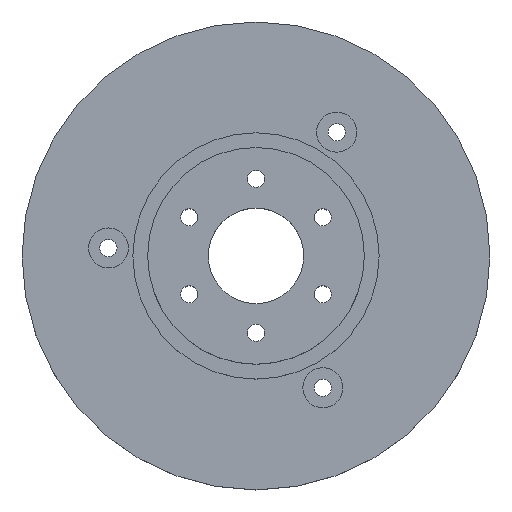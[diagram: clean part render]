
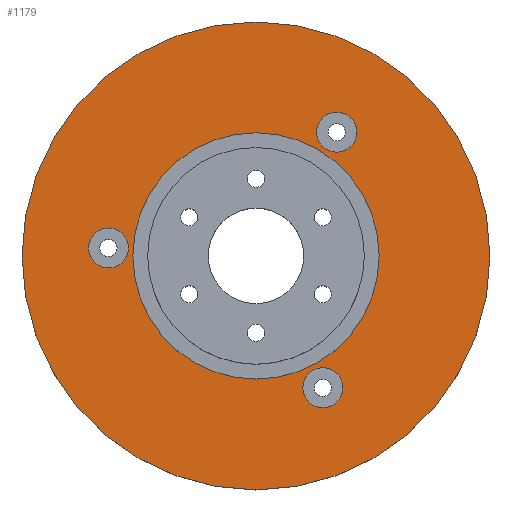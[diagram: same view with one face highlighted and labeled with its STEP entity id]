
A CAD part, top view. The second image highlights one B-rep face of the part: STEP entity #1179.
In plain terms, the highlighted planar face has unit normal (0, 0, 1).
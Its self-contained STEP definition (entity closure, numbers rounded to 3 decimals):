
#9 = CARTESIAN_POINT ( 'NONE',  ( -30.857, 21.404, 7.8 ) ) ;
#30 = AXIS2_PLACEMENT_3D ( 'NONE', #608, #994, #797 ) ;
#60 = ORIENTED_EDGE ( 'NONE', *, *, #563, .F. ) ;
#63 = DIRECTION ( 'NONE',  ( 1., 0., 0. ) ) ;
#71 = DIRECTION ( 'NONE',  ( 0., 0., 1. ) ) ;
#92 = AXIS2_PLACEMENT_3D ( 'NONE', #1119, #430, #232 ) ;
#104 = CARTESIAN_POINT ( 'NONE',  ( -48.857, 21.404, 7.8 ) ) ;
#116 = CARTESIAN_POINT ( 'NONE',  ( -34.822, 22.703, 7.8 ) ) ;
#122 = CARTESIAN_POINT ( 'NONE',  ( 9.143, 21.404, 7.8 ) ) ;
#140 = FACE_BOUND ( 'NONE', #588, .T. ) ;
#141 = EDGE_CURVE ( 'NONE', #652, #252, #586, .T. ) ;
#170 = ORIENTED_EDGE ( 'NONE', *, *, #505, .F. ) ;
#172 = CIRCLE ( 'NONE', #893, 3.25 ) ;
#191 = AXIS2_PLACEMENT_3D ( 'NONE', #1149, #346, #740 ) ;
#198 = VERTEX_POINT ( 'NONE', #294 ) ;
#232 = DIRECTION ( 'NONE',  ( 1., 0., 0. ) ) ;
#252 = VERTEX_POINT ( 'NONE', #684 ) ;
#263 = FACE_BOUND ( 'NONE', #459, .T. ) ;
#266 = VERTEX_POINT ( 'NONE', #104 ) ;
#294 = CARTESIAN_POINT ( 'NONE',  ( -3.25, 0., 7.8 ) ) ;
#299 = EDGE_CURVE ( 'NONE', #331, #963, #1060, .T. ) ;
#303 = DIRECTION ( 'NONE',  ( 0., 0., 1. ) ) ;
#306 = VERTEX_POINT ( 'NONE', #348 ) ;
#313 = AXIS2_PLACEMENT_3D ( 'NONE', #116, #303, #1198 ) ;
#327 = AXIS2_PLACEMENT_3D ( 'NONE', #1182, #878, #920 ) ;
#331 = VERTEX_POINT ( 'NONE', #122 ) ;
#346 = DIRECTION ( 'NONE',  ( 0., 0., 1. ) ) ;
#348 = CARTESIAN_POINT ( 'NONE',  ( -38.072, 22.703, 7.8 ) ) ;
#358 = ORIENTED_EDGE ( 'NONE', *, *, #742, .F. ) ;
#374 = VERTEX_POINT ( 'NONE', #942 ) ;
#397 = DIRECTION ( 'NONE',  ( 0., 0., 1. ) ) ;
#401 = AXIS2_PLACEMENT_3D ( 'NONE', #1160, #669, #1254 ) ;
#421 = CIRCLE ( 'NONE', #523, 3.25 ) ;
#430 = DIRECTION ( 'NONE',  ( 0., 0., 1. ) ) ;
#431 = EDGE_CURVE ( 'NONE', #475, #266, #484, .T. ) ;
#444 = CIRCLE ( 'NONE', #938, 38. ) ;
#459 = EDGE_LOOP ( 'NONE', ( #170, #485 ) ) ;
#475 = VERTEX_POINT ( 'NONE', #867 ) ;
#484 = CIRCLE ( 'NONE', #401, 38. ) ;
#485 = ORIENTED_EDGE ( 'NONE', *, *, #141, .F. ) ;
#487 = CARTESIAN_POINT ( 'NONE',  ( 2.251, 41.508, 7.8 ) ) ;
#505 = EDGE_CURVE ( 'NONE', #252, #652, #172, .T. ) ;
#523 = AXIS2_PLACEMENT_3D ( 'NONE', #689, #694, #610 ) ;
#562 = DIRECTION ( 'NONE',  ( 1., 0., 0. ) ) ;
#563 = EDGE_CURVE ( 'NONE', #306, #374, #756, .T. ) ;
#574 = CIRCLE ( 'NONE', #92, 20. ) ;
#586 = CIRCLE ( 'NONE', #704, 3.25 ) ;
#588 = EDGE_LOOP ( 'NONE', ( #1023, #60 ) ) ;
#608 = CARTESIAN_POINT ( 'NONE',  ( -34.822, 22.703, 7.8 ) ) ;
#610 = DIRECTION ( 'NONE',  ( 1., 0., 0. ) ) ;
#612 = CARTESIAN_POINT ( 'NONE',  ( 0., 0., 7.8 ) ) ;
#621 = EDGE_CURVE ( 'NONE', #650, #198, #421, .T. ) ;
#650 = VERTEX_POINT ( 'NONE', #1102 ) ;
#652 = VERTEX_POINT ( 'NONE', #804 ) ;
#666 = EDGE_LOOP ( 'NONE', ( #358, #753 ) ) ;
#669 = DIRECTION ( 'NONE',  ( 0., 0., 1. ) ) ;
#681 = EDGE_CURVE ( 'NONE', #266, #475, #444, .T. ) ;
#684 = CARTESIAN_POINT ( 'NONE',  ( 5.501, 41.508, 7.8 ) ) ;
#689 = CARTESIAN_POINT ( 'NONE',  ( 0., 0., 7.8 ) ) ;
#694 = DIRECTION ( 'NONE',  ( 0., 0., 1. ) ) ;
#704 = AXIS2_PLACEMENT_3D ( 'NONE', #1262, #71, #562 ) ;
#740 = DIRECTION ( 'NONE',  ( 1., 0., 0. ) ) ;
#742 = EDGE_CURVE ( 'NONE', #963, #331, #574, .T. ) ;
#753 = ORIENTED_EDGE ( 'NONE', *, *, #299, .F. ) ;
#756 = CIRCLE ( 'NONE', #313, 3.25 ) ;
#791 = DIRECTION ( 'NONE',  ( 1., 0., 0. ) ) ;
#797 = DIRECTION ( 'NONE',  ( 1., 0., 0. ) ) ;
#804 = CARTESIAN_POINT ( 'NONE',  ( -0.999, 41.508, 7.8 ) ) ;
#850 = ORIENTED_EDGE ( 'NONE', *, *, #621, .F. ) ;
#867 = CARTESIAN_POINT ( 'NONE',  ( 27.143, 21.404, 7.8 ) ) ;
#878 = DIRECTION ( 'NONE',  ( 0., 0., 1. ) ) ;
#893 = AXIS2_PLACEMENT_3D ( 'NONE', #487, #949, #63 ) ;
#920 = DIRECTION ( 'NONE',  ( 1., 0., 0. ) ) ;
#931 = FACE_BOUND ( 'NONE', #1175, .T. ) ;
#938 = AXIS2_PLACEMENT_3D ( 'NONE', #1280, #397, #791 ) ;
#940 = FACE_OUTER_BOUND ( 'NONE', #1050, .T. ) ;
#942 = CARTESIAN_POINT ( 'NONE',  ( -31.572, 22.703, 7.8 ) ) ;
#949 = DIRECTION ( 'NONE',  ( 0., 0., 1. ) ) ;
#960 = AXIS2_PLACEMENT_3D ( 'NONE', #612, #1188, #1096 ) ;
#963 = VERTEX_POINT ( 'NONE', #9 ) ;
#969 = EDGE_CURVE ( 'NONE', #198, #650, #1205, .T. ) ;
#983 = CIRCLE ( 'NONE', #30, 3.25 ) ;
#994 = DIRECTION ( 'NONE',  ( 0., 0., 1. ) ) ;
#996 = EDGE_CURVE ( 'NONE', #374, #306, #983, .T. ) ;
#1023 = ORIENTED_EDGE ( 'NONE', *, *, #996, .F. ) ;
#1037 = FACE_BOUND ( 'NONE', #666, .T. ) ;
#1050 = EDGE_LOOP ( 'NONE', ( #1195, #1184 ) ) ;
#1060 = CIRCLE ( 'NONE', #327, 20. ) ;
#1096 = DIRECTION ( 'NONE',  ( 1., 0., 0. ) ) ;
#1102 = CARTESIAN_POINT ( 'NONE',  ( 3.25, 0., 7.8 ) ) ;
#1119 = CARTESIAN_POINT ( 'NONE',  ( -10.857, 21.404, 7.8 ) ) ;
#1141 = PLANE ( 'NONE',  #191 ) ;
#1149 = CARTESIAN_POINT ( 'NONE',  ( -10.857, 21.404, 7.8 ) ) ;
#1160 = CARTESIAN_POINT ( 'NONE',  ( -10.857, 21.404, 7.8 ) ) ;
#1175 = EDGE_LOOP ( 'NONE', ( #850, #1220 ) ) ;
#1179 = ADVANCED_FACE ( 'NONE', ( #1037, #931, #140, #263, #940 ), #1141, .T. ) ;
#1182 = CARTESIAN_POINT ( 'NONE',  ( -10.857, 21.404, 7.8 ) ) ;
#1184 = ORIENTED_EDGE ( 'NONE', *, *, #431, .T. ) ;
#1188 = DIRECTION ( 'NONE',  ( 0., 0., 1. ) ) ;
#1195 = ORIENTED_EDGE ( 'NONE', *, *, #681, .T. ) ;
#1198 = DIRECTION ( 'NONE',  ( 1., 0., 0. ) ) ;
#1205 = CIRCLE ( 'NONE', #960, 3.25 ) ;
#1220 = ORIENTED_EDGE ( 'NONE', *, *, #969, .F. ) ;
#1254 = DIRECTION ( 'NONE',  ( 1., 0., 0. ) ) ;
#1262 = CARTESIAN_POINT ( 'NONE',  ( 2.251, 41.508, 7.8 ) ) ;
#1280 = CARTESIAN_POINT ( 'NONE',  ( -10.857, 21.404, 7.8 ) ) ;
